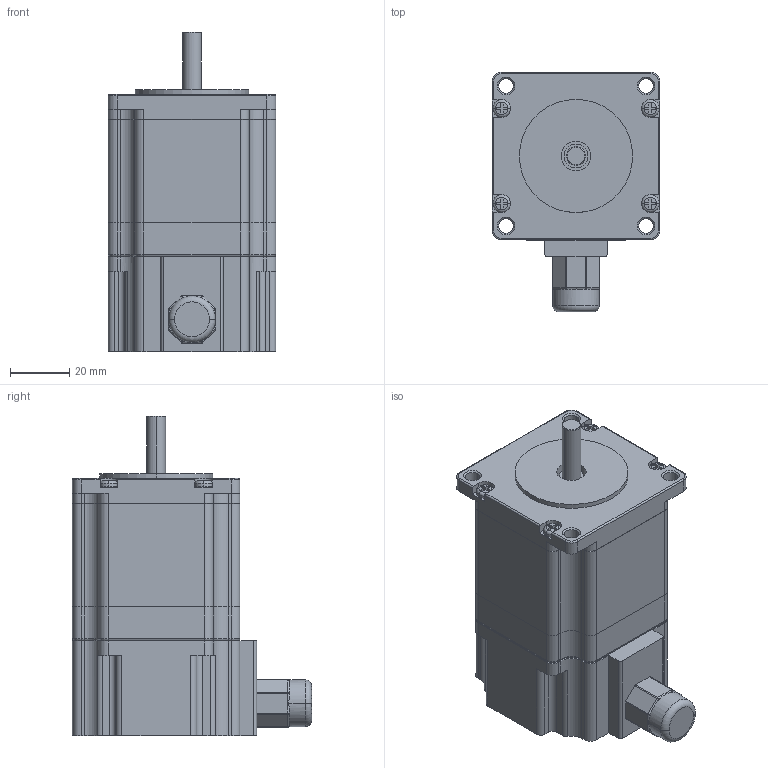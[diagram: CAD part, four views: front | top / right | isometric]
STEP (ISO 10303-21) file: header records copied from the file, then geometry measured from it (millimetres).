
FILE_DESCRIPTION((''),'2;1');
FILE_NAME('MT23H331058M302_ASM','2017-04-18T',('Matteo Maccalli'),(''),'PRO/ENGINEER BY PARAMETRIC TECHNOLOGY CORPORATION, 2006320','PRO/ENGINEER BY PARAMETRIC TECHNOLOGY CORPORATION, 2006320','');
FILE_SCHEMA(('AUTOMOTIVE_DESIGN_CC2 { 1 2 10303 214 -1 1 5 2 }'));
Length unit declared in the file: millimetre
Products named in the file (7): MT23HE_FLANGIA_FRONT_FOR5; MT23H33_STACK_H34E7; MT23HE_FLANGIA_POSTERIORE_; TCC_M3X25; MT23HE_ALBERO_ANT_NO_SPIANATO; SCATOLAIP65_BIS; MT23H331058M302_ASM
Assembly tree (9 placements, depth 2):
  MT23H331058M302_ASM
    MT23HE_FLANGIA_FRONT_FOR5
    MT23H33_STACK_H34E7
    MT23HE_FLANGIA_POSTERIORE_
    TCC_M3X25  x4
    MT23HE_ALBERO_ANT_NO_SPIANATO
    SCATOLAIP65_BIS
Bounding box: 56.4 x 80.5 x 107.7 mm (x, y, z)
Volume: 253834 mm3; surface area: 47727 mm2
Topology: 9 solids, 13 shells, 449 faces, 1134 edges, 710 vertices
Faces by surface type: plane 185, cylinder 174, cone 38, torus 36, sphere 16
Entity records: 13792 total; most frequent: DIRECTION 2102, CARTESIAN_POINT 1976, ORIENTED_EDGE 1852, EDGE_CURVE 934, AXIS2_PLACEMENT_3D 796, PRESENTATION_STYLE_ASSIGNMENT 783, STYLED_ITEM 782, CURVE_STYLE 774
